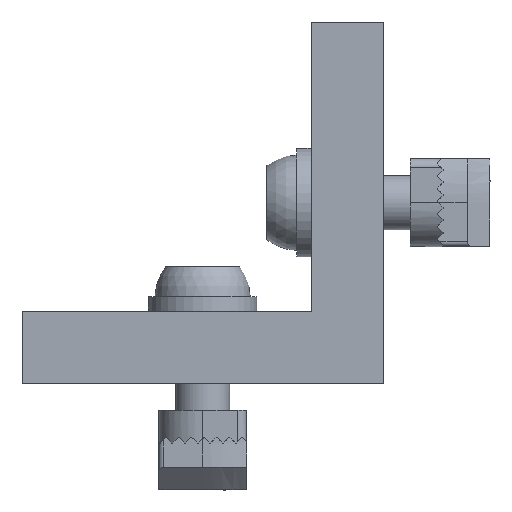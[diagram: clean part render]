
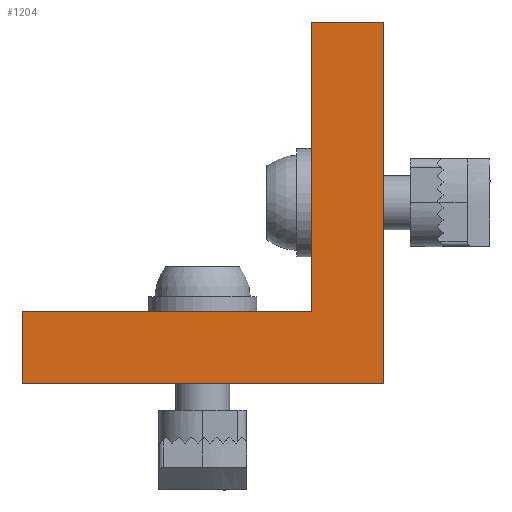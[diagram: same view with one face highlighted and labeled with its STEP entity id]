
A CAD part, front view. The second image highlights one B-rep face of the part: STEP entity #1204.
In plain terms, the highlighted planar face has unit normal (0, -1, 0).
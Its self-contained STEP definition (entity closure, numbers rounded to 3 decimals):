
#1204=ADVANCED_FACE('',(#1345),#1346,.T.);
#1345=FACE_OUTER_BOUND('',#1587,.T.);
#1346=PLANE('',#1588);
#1587=EDGE_LOOP('',(#1921,#1922,#1923,#1924,#1925,#1926));
#1588=AXIS2_PLACEMENT_3D('',#1927,#1928,#1929);
#1921=ORIENTED_EDGE('',*,*,#2765,.T.);
#1922=ORIENTED_EDGE('',*,*,#2758,.T.);
#1923=ORIENTED_EDGE('',*,*,#2747,.T.);
#1924=ORIENTED_EDGE('',*,*,#2755,.T.);
#1925=ORIENTED_EDGE('',*,*,#2782,.T.);
#1926=ORIENTED_EDGE('',*,*,#2783,.T.);
#1927=CARTESIAN_POINT('',(0.0,-10.0,0.0));
#1928=DIRECTION('',(0.0,-1.0,0.0));
#1929=DIRECTION('',(1.0,0.0,0.0));
#2747=EDGE_CURVE('',#3048,#3049,#3050,.T.);
#2755=EDGE_CURVE('',#3049,#3064,#3065,.T.);
#2758=EDGE_CURVE('',#3069,#3048,#3070,.T.);
#2765=EDGE_CURVE('',#3082,#3069,#3083,.T.);
#2782=EDGE_CURVE('',#3064,#3106,#3107,.T.);
#2783=EDGE_CURVE('',#3106,#3082,#3108,.T.);
#3048=VERTEX_POINT('',#3548);
#3049=VERTEX_POINT('',#3549);
#3050=LINE('',#3550,#3551);
#3064=VERTEX_POINT('',#3570);
#3065=LINE('',#3571,#3572);
#3069=VERTEX_POINT('',#3578);
#3070=LINE('',#3579,#3580);
#3082=VERTEX_POINT('',#3596);
#3083=LINE('',#3597,#3598);
#3106=VERTEX_POINT('',#3635);
#3107=LINE('',#3636,#3637);
#3108=LINE('',#3638,#3639);
#3548=CARTESIAN_POINT('',(-8.0,-10.0,40.0));
#3549=CARTESIAN_POINT('',(-8.0,-10.0,8.0));
#3550=CARTESIAN_POINT('',(-8.0,-10.0,24.0));
#3551=VECTOR('',#4352,1.0);
#3570=CARTESIAN_POINT('',(-40.0,-10.0,8.0));
#3571=CARTESIAN_POINT('',(-24.0,-10.0,8.0));
#3572=VECTOR('',#4364,1.0);
#3578=CARTESIAN_POINT('',(0.0,-10.0,40.0));
#3579=CARTESIAN_POINT('',(-4.0,-10.0,40.0));
#3580=VECTOR('',#4367,1.0);
#3596=CARTESIAN_POINT('',(0.0,-10.0,0.0));
#3597=CARTESIAN_POINT('',(0.0,-10.0,20.0));
#3598=VECTOR('',#4378,1.0);
#3635=CARTESIAN_POINT('',(-40.0,-10.0,0.0));
#3636=CARTESIAN_POINT('',(-40.0,-10.0,4.0));
#3637=VECTOR('',#4399,1.0);
#3638=CARTESIAN_POINT('',(-20.0,-10.0,0.0));
#3639=VECTOR('',#4400,1.0);
#4352=DIRECTION('',(0.,0.0,-1.0));
#4364=DIRECTION('',(-1.0,0.0,0.));
#4367=DIRECTION('',(-1.0,0.0,0.));
#4378=DIRECTION('',(0.,0.0,1.0));
#4399=DIRECTION('',(0.,0.0,-1.0));
#4400=DIRECTION('',(1.0,0.0,0.0));
